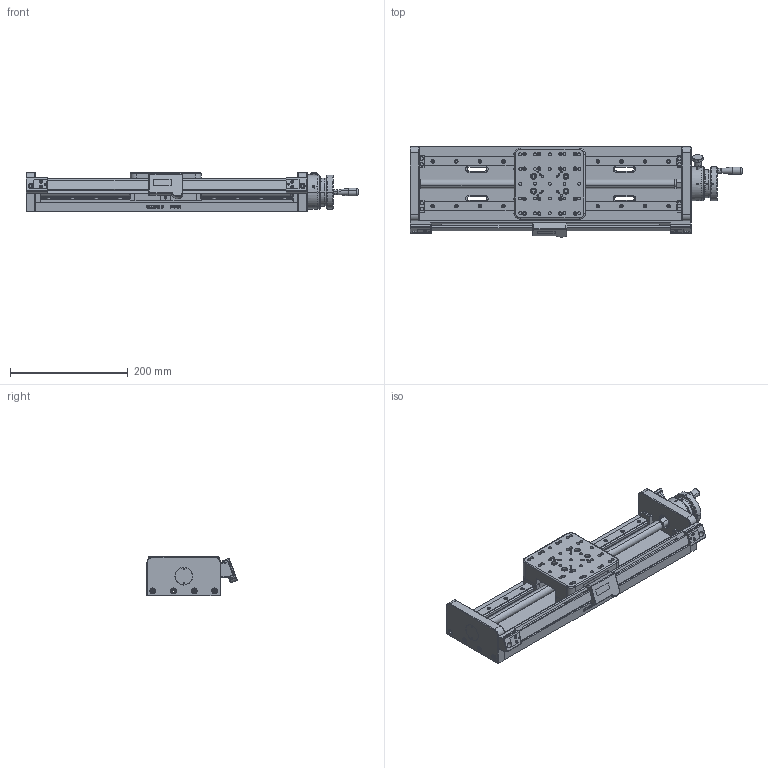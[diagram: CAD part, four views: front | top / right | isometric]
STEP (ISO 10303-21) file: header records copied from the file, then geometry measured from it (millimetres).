
FILE_DESCRIPTION (( 'STEP AP203' ), '1' );
FILE_NAME ('OMSX300.STEP', '2020-12-01T10:04:30', ( 'User' ), ( 'China' ), 'SwSTEP 2.0', 'SolidWorks 2018', '' );
FILE_SCHEMA (( 'CONFIG_CONTROL_DESIGN' ));
Length unit declared in the file: millimetre
Products named in the file (1): OMSX300
Bounding box: 563 x 152.81 x 66.58 mm (x, y, z)
Surface area: 347348.1 mm2 (no closed solid volume)
Topology: 0 solids, 112 shells, 1065 faces, 4581 edges, 3454 vertices
Faces by surface type: plane 461, cylinder 388, torus 88, cone 66, sphere 45, bspline 17
Entity records: 52461 total; most frequent: CARTESIAN_POINT 16240, DIRECTION 7528, ORIENTED_EDGE 6406, EDGE_CURVE 4486, VERTEX_POINT 3422, AXIS2_PLACEMENT_3D 2617, VECTOR 2294, LINE 2294
